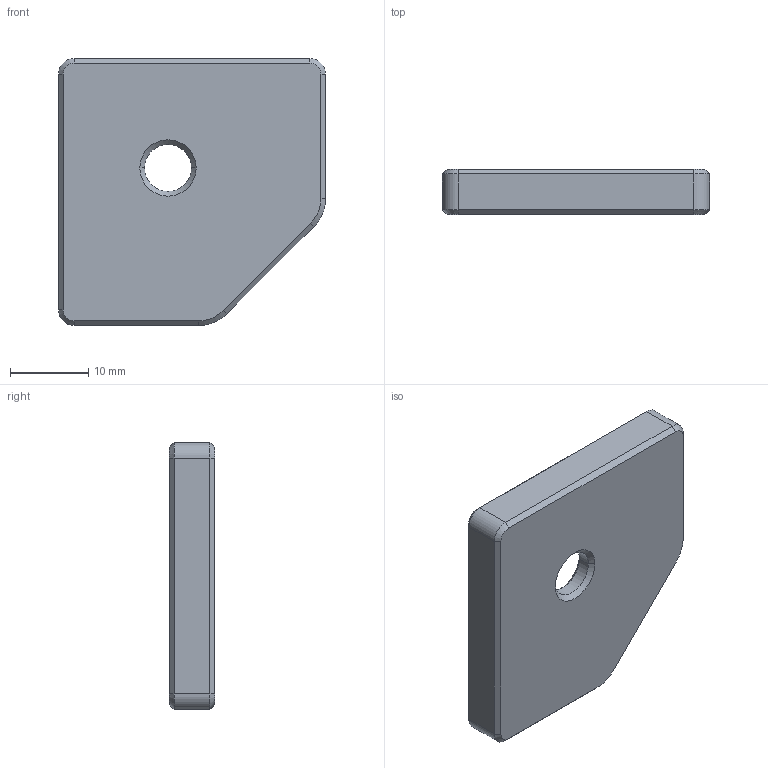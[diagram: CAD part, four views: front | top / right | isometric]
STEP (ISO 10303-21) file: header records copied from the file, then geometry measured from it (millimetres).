
FILE_DESCRIPTION((''),'2;1');
FILE_NAME('PANEL_CORNER_60','2021-06-05T',('Pa'),(''),'PRO/ENGINEER BY PARAMETRIC TECHNOLOGY CORPORATION, 2012230','PRO/ENGINEER BY PARAMETRIC TECHNOLOGY CORPORATION, 2012230','');
FILE_SCHEMA(('CONFIG_CONTROL_DESIGN'));
Length unit declared in the file: millimetre
Products named in the file (1): PANEL_CORNER_60
Bounding box: 34.14 x 5.8 x 34.14 mm (x, y, z)
Volume: 3701.9 mm3; surface area: 2748.5 mm2
Topology: 1 solids, 1 shells, 49 faces, 112 edges, 65 vertices
Faces by surface type: plane 24, cone 16, cylinder 9
Entity records: 1396 total; most frequent: DIRECTION 242, CARTESIAN_POINT 236, ORIENTED_EDGE 224, EDGE_CURVE 112, AXIS2_PLACEMENT_3D 83, VECTOR 76, LINE 76, VERTEX_POINT 65
